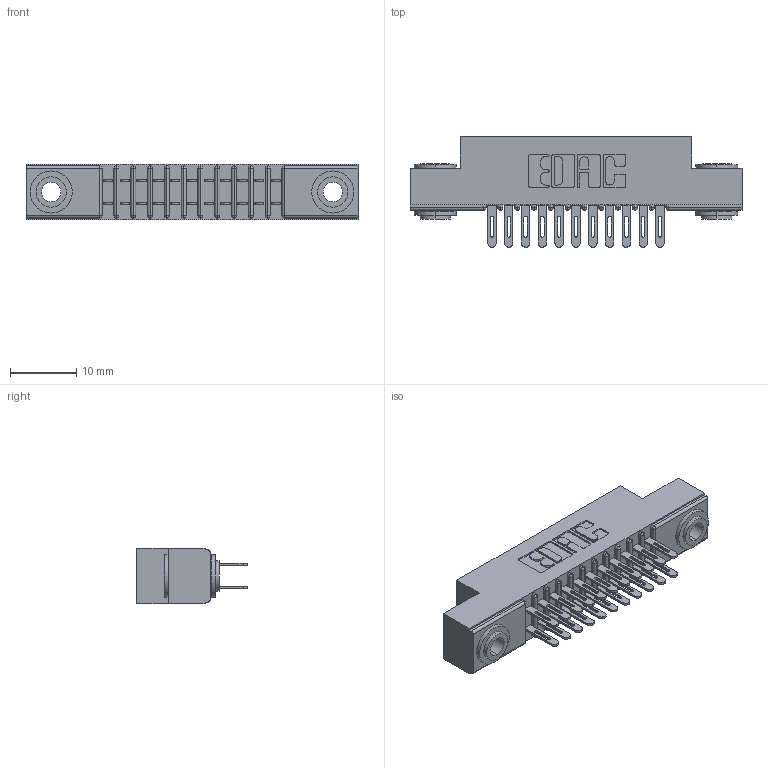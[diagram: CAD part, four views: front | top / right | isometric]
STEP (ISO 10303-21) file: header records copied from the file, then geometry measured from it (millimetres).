
FILE_DESCRIPTION (( 'STEP AP203' ), '1' );
FILE_NAME ('341-022-500-203.STEP', '2018-08-06T17:13:28', ( '' ), ( '' ), 'SwSTEP 2.0', 'SolidWorks 2016', '' );
FILE_SCHEMA (( 'CONFIG_CONTROL_DESIGN' ));
Length unit declared in the file: inch
Products named in the file (4): 341 Part_.156 (3.96) Dia Mounting Holes; 341-292-001_341-292-100; 345-250-002_345-250-002-102; 341-022-500-203
Assembly tree (25 placements, depth 2):
  341-022-500-203
    341 Part_.156 (3.96) Dia Mounting Holes
    341-292-001_341-292-100  x22
    345-250-002_345-250-002-102  x2
Bounding box: 50.16 x 16.69 x 8.38 mm (x, y, z)
Volume: 2915.7 mm3; surface area: 5814 mm2
Topology: 25 solids, 25 shells, 1620 faces, 4641 edges, 3006 vertices
Faces by surface type: plane 928, cylinder 640, sphere 24, torus 20, cone 8
Entity records: 18515 total; most frequent: CARTESIAN_POINT 3058, ORIENTED_EDGE 3026, DIRECTION 3009, EDGE_CURVE 1513, LINE 1175, VECTOR 1175, VERTEX_POINT 966, AXIS2_PLACEMENT_3D 917
